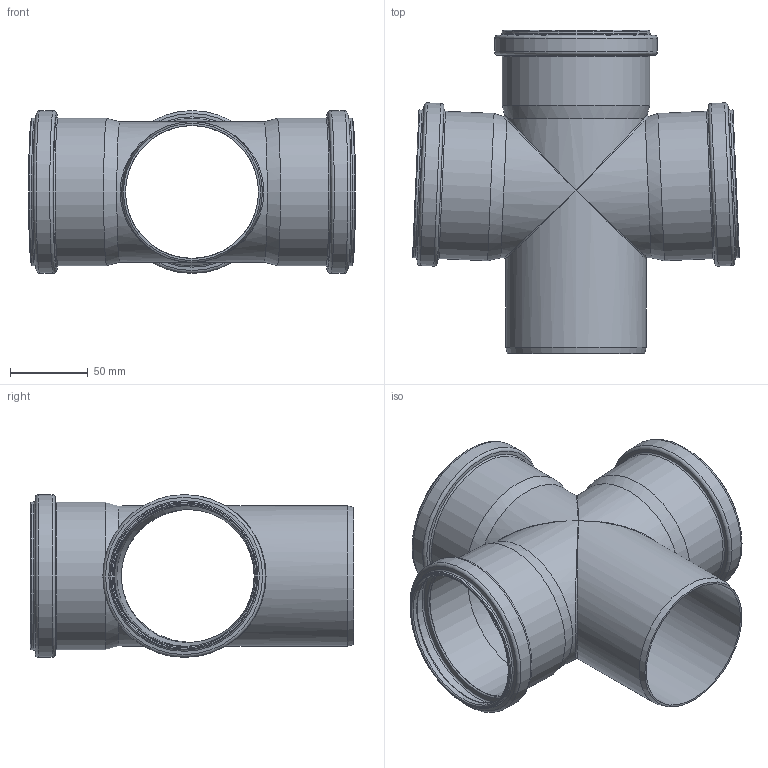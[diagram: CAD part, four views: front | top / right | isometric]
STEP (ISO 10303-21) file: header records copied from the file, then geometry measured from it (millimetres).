
FILE_DESCRIPTION(/* description */ (''),/* implementation_level */ '2;1');
FILE_NAME(/* name */ '174900 HTsafeDA DN_OD 90_90_90_87°.stp',/* time_stamp */ '2017-03-13T10:01:25+01:00',/* author */ ('user1'),/* organization */ (''),/* preprocessor_version */ 'ST-DEVELOPER v16.1',/* originating_system */ 'Autodesk Inventor 2016',/* authorisation */ '');
FILE_SCHEMA (('AUTOMOTIVE_DESIGN { 1 0 10303 214 3 1 1 }'));
Length unit declared in the file: millimetre
Products named in the file (1): 174900 HTsafeDA DN_OD 90_90_90_87°
Bounding box: 209.9 x 207.5 x 104.5 mm (x, y, z)
Volume: 208143.7 mm3; surface area: 188126.3 mm2
Topology: 1 solids, 1 shells, 94 faces, 206 edges, 107 vertices
Faces by surface type: cylinder 30, torus 30, cone 19, bspline 8, plane 7
Full cylindrical faces by diameter (mm): 85.4 x4, 90.2 x1, 90.5 x3, 90.8 x6, 94.7 x3, 95 x3, 100.3 x3, 104.5 x3
Entity records: 2453 total; most frequent: CARTESIAN_POINT 776, DIRECTION 370, ORIENTED_EDGE 228, AXIS2_PLACEMENT_3D 185, EDGE_LOOP 176, EDGE_CURVE 114, VERTEX_POINT 98, FACE_OUTER_BOUND 94
